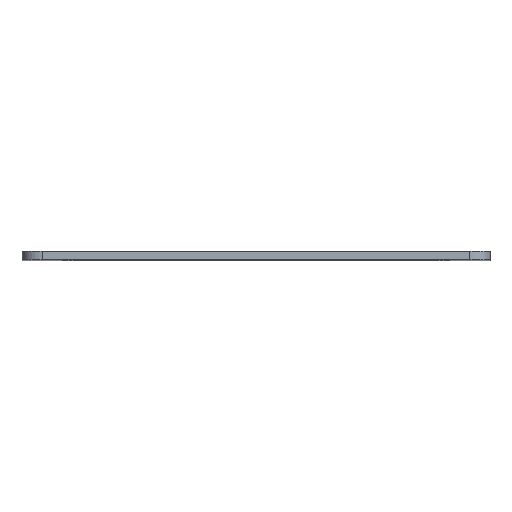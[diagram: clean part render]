
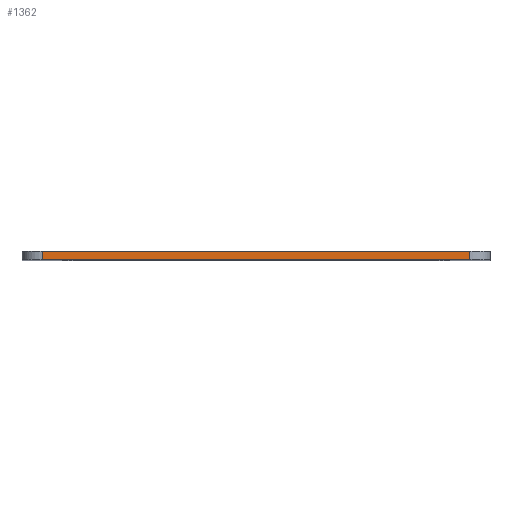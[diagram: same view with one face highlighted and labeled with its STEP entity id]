
A CAD part, top view. The second image highlights one B-rep face of the part: STEP entity #1362.
In plain terms, the highlighted planar face has unit normal (0, 0, 1).
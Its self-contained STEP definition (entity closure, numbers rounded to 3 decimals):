
#18 = VERTEX_POINT ( 'NONE', #2015 ) ;
#87 = CARTESIAN_POINT ( 'NONE',  ( -53., -1., 77. ) ) ;
#169 = ORIENTED_EDGE ( 'NONE', *, *, #2318, .T. ) ;
#212 = VERTEX_POINT ( 'NONE', #2183 ) ;
#230 = ORIENTED_EDGE ( 'NONE', *, *, #1792, .T. ) ;
#294 = ORIENTED_EDGE ( 'NONE', *, *, #2701, .T. ) ;
#355 = DIRECTION ( 'NONE',  ( 0., 0., -1. ) ) ;
#438 = EDGE_CURVE ( 'NONE', #18, #212, #528, .T. ) ;
#528 = LINE ( 'NONE', #1018, #2228 ) ;
#673 = LINE ( 'NONE', #2420, #1625 ) ;
#830 = DIRECTION ( 'NONE',  ( 0., -1., 0. ) ) ;
#838 = EDGE_LOOP ( 'NONE', ( #169, #294, #1897, #230 ) ) ;
#852 = DIRECTION ( 'NONE',  ( -1., 0., 0. ) ) ;
#925 = DIRECTION ( 'NONE',  ( 0., 1., 0. ) ) ;
#944 = CARTESIAN_POINT ( 'NONE',  ( -53., 1., 77. ) ) ;
#979 = CARTESIAN_POINT ( 'NONE',  ( 53., -1., 77. ) ) ;
#1018 = CARTESIAN_POINT ( 'NONE',  ( 58., 1., 77. ) ) ;
#1189 = DIRECTION ( 'NONE',  ( 1., 0., 0. ) ) ;
#1220 = DIRECTION ( 'NONE',  ( 1., 0., 0. ) ) ;
#1338 = FACE_OUTER_BOUND ( 'NONE', #838, .T. ) ;
#1362 = ADVANCED_FACE ( 'NONE', ( #1338 ), #1580, .F. ) ;
#1548 = VECTOR ( 'NONE', #925, 1000. ) ;
#1580 = PLANE ( 'NONE',  #2765 ) ;
#1625 = VECTOR ( 'NONE', #1189, 1000. ) ;
#1655 = VERTEX_POINT ( 'NONE', #979 ) ;
#1674 = CARTESIAN_POINT ( 'NONE',  ( 53., 1., 77. ) ) ;
#1792 = EDGE_CURVE ( 'NONE', #18, #2635, #2728, .T. ) ;
#1897 = ORIENTED_EDGE ( 'NONE', *, *, #438, .F. ) ;
#2015 = CARTESIAN_POINT ( 'NONE',  ( -53., 1., 77. ) ) ;
#2035 = CARTESIAN_POINT ( 'NONE',  ( 58., 1., 77. ) ) ;
#2183 = CARTESIAN_POINT ( 'NONE',  ( 53., 1., 77. ) ) ;
#2228 = VECTOR ( 'NONE', #1220, 1000. ) ;
#2318 = EDGE_CURVE ( 'NONE', #2635, #1655, #673, .T. ) ;
#2373 = LINE ( 'NONE', #1674, #1548 ) ;
#2420 = CARTESIAN_POINT ( 'NONE',  ( 58., -1., 77. ) ) ;
#2635 = VERTEX_POINT ( 'NONE', #87 ) ;
#2701 = EDGE_CURVE ( 'NONE', #1655, #212, #2373, .T. ) ;
#2728 = LINE ( 'NONE', #944, #2848 ) ;
#2765 = AXIS2_PLACEMENT_3D ( 'NONE', #2035, #355, #852 ) ;
#2848 = VECTOR ( 'NONE', #830, 1000. ) ;
